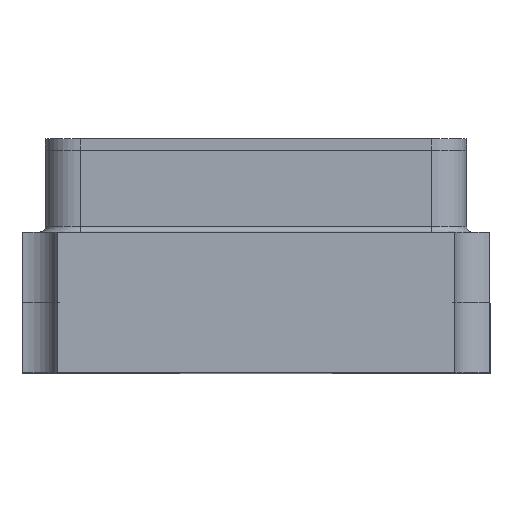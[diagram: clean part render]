
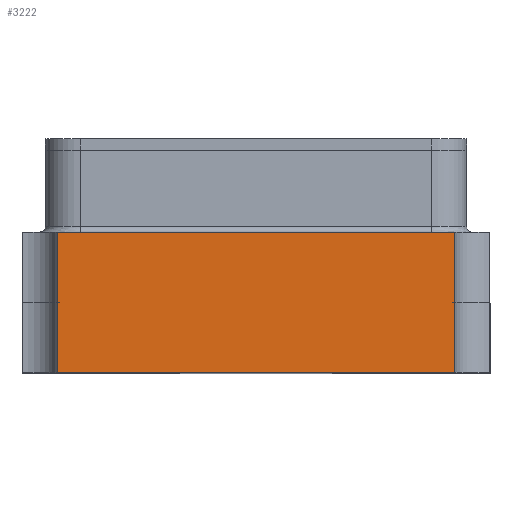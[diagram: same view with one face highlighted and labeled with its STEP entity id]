
A CAD part, top view. The second image highlights one B-rep face of the part: STEP entity #3222.
In plain terms, the highlighted planar face has unit normal (0, 0, 1).
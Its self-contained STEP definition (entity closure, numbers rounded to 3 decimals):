
#178 = VECTOR ( 'NONE', #6932, 1000. ) ;
#312 = LINE ( 'NONE', #7557, #2251 ) ;
#657 = CARTESIAN_POINT ( 'NONE',  ( -1., 0.6, 1.25 ) ) ;
#779 = VERTEX_POINT ( 'NONE', #7479 ) ;
#1025 = CARTESIAN_POINT ( 'NONE',  ( -0.85, 0., 1.25 ) ) ;
#1294 = VECTOR ( 'NONE', #5833, 1000. ) ;
#1472 = DIRECTION ( 'NONE',  ( 0., 1., 0. ) ) ;
#1612 = FACE_OUTER_BOUND ( 'NONE', #6346, .T. ) ;
#1710 = LINE ( 'NONE', #5333, #4022 ) ;
#1928 = EDGE_CURVE ( 'NONE', #7048, #779, #312, .T. ) ;
#2251 = VECTOR ( 'NONE', #4302, 1000. ) ;
#2257 = DIRECTION ( 'NONE',  ( 0., 1., 0. ) ) ;
#2286 = LINE ( 'NONE', #5463, #6308 ) ;
#2434 = ORIENTED_EDGE ( 'NONE', *, *, #5820, .F. ) ;
#2947 = DIRECTION ( 'NONE',  ( -1., 0., 0. ) ) ;
#3003 = LINE ( 'NONE', #657, #1294 ) ;
#3013 = CARTESIAN_POINT ( 'NONE',  ( -0.85, 0.6, 1.25 ) ) ;
#3222 = ADVANCED_FACE ( 'NONE', ( #1612 ), #6529, .F. ) ;
#3241 = VERTEX_POINT ( 'NONE', #5337 ) ;
#3420 = DIRECTION ( 'NONE',  ( -1., 0., 0. ) ) ;
#3649 = ORIENTED_EDGE ( 'NONE', *, *, #7637, .T. ) ;
#4022 = VECTOR ( 'NONE', #1472, 1000. ) ;
#4052 = CARTESIAN_POINT ( 'NONE',  ( -0.85, 0.6, 1.25 ) ) ;
#4302 = DIRECTION ( 'NONE',  ( 0., -1., 0. ) ) ;
#4721 = DIRECTION ( 'NONE',  ( 0., 0., -1. ) ) ;
#4807 = VERTEX_POINT ( 'NONE', #3013 ) ;
#5333 = CARTESIAN_POINT ( 'NONE',  ( -0.85, 0.6, 1.25 ) ) ;
#5337 = CARTESIAN_POINT ( 'NONE',  ( -0.85, 0.3, 1.25 ) ) ;
#5442 = VERTEX_POINT ( 'NONE', #1025 ) ;
#5463 = CARTESIAN_POINT ( 'NONE',  ( 1., 0., 1.25 ) ) ;
#5718 = ORIENTED_EDGE ( 'NONE', *, *, #8121, .F. ) ;
#5820 = EDGE_CURVE ( 'NONE', #779, #5442, #2286, .T. ) ;
#5833 = DIRECTION ( 'NONE',  ( 1., 0., 0. ) ) ;
#6249 = EDGE_CURVE ( 'NONE', #4807, #7718, #3003, .T. ) ;
#6308 = VECTOR ( 'NONE', #2947, 1000. ) ;
#6346 = EDGE_LOOP ( 'NONE', ( #5718, #6588, #2434, #7711, #3649, #7226 ) ) ;
#6421 = LINE ( 'NONE', #7514, #178 ) ;
#6432 = CARTESIAN_POINT ( 'NONE',  ( 0.85, 0.6, 1.25 ) ) ;
#6529 = PLANE ( 'NONE',  #8083 ) ;
#6535 = VECTOR ( 'NONE', #2257, 1000. ) ;
#6588 = ORIENTED_EDGE ( 'NONE', *, *, #8278, .F. ) ;
#6729 = CARTESIAN_POINT ( 'NONE',  ( 0.85, 0.3, 1.25 ) ) ;
#6932 = DIRECTION ( 'NONE',  ( 0., 1., 0. ) ) ;
#7048 = VERTEX_POINT ( 'NONE', #6729 ) ;
#7226 = ORIENTED_EDGE ( 'NONE', *, *, #6249, .F. ) ;
#7335 = CARTESIAN_POINT ( 'NONE',  ( 1., 0.6, 1.25 ) ) ;
#7479 = CARTESIAN_POINT ( 'NONE',  ( 0.85, 0., 1.25 ) ) ;
#7514 = CARTESIAN_POINT ( 'NONE',  ( 0.85, 0.6, 1.25 ) ) ;
#7557 = CARTESIAN_POINT ( 'NONE',  ( 0.85, 0.6, 1.25 ) ) ;
#7637 = EDGE_CURVE ( 'NONE', #7048, #7718, #6421, .T. ) ;
#7711 = ORIENTED_EDGE ( 'NONE', *, *, #1928, .F. ) ;
#7718 = VERTEX_POINT ( 'NONE', #6432 ) ;
#8083 = AXIS2_PLACEMENT_3D ( 'NONE', #7335, #4721, #3420 ) ;
#8121 = EDGE_CURVE ( 'NONE', #3241, #4807, #1710, .T. ) ;
#8256 = LINE ( 'NONE', #4052, #6535 ) ;
#8278 = EDGE_CURVE ( 'NONE', #5442, #3241, #8256, .T. ) ;
